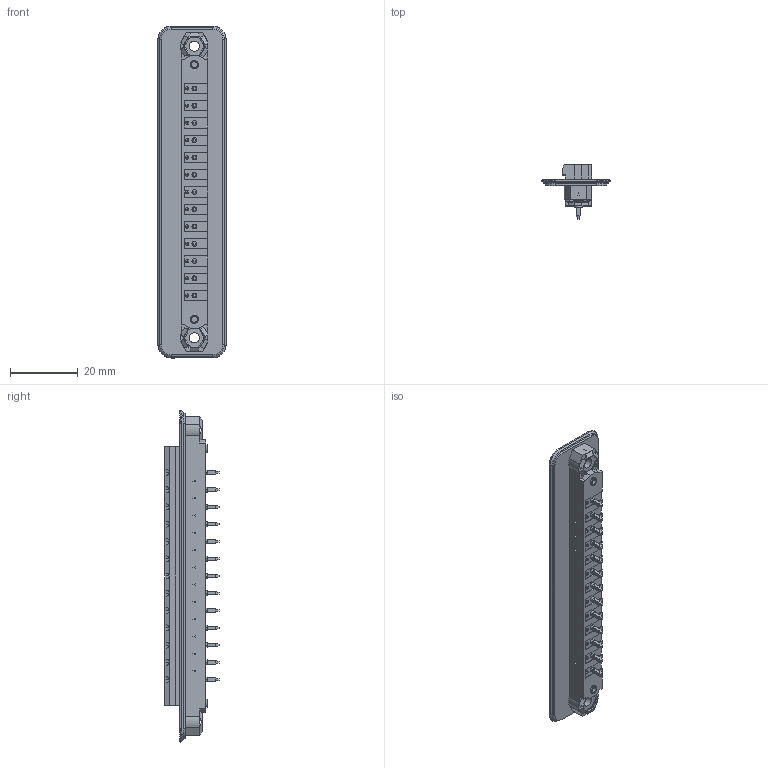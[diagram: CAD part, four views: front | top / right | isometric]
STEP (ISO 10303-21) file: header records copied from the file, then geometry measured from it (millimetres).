
FILE_DESCRIPTION(('STEP AP214'),'1');
FILE_NAME('1899391.stp','2016-07-05T05:48:13',('TraceParts'),('TraceParts S.A.'),'Spatial InterOp 3D',' ',' ');
FILE_SCHEMA(('automotive_design'));
Length unit declared in the file: millimetre
Products named in the file (1): dfk-mstbva_2.5-13-gf-5.08|1#dfk-mstbva_2.5-13-gf-5.08;dfk-mstbva_2.5-13-gf-5.08
Bounding box: 20.07 x 15.9 x 97.67 mm (x, y, z)
Volume: 6024.5 mm3; surface area: 8395.6 mm2
Topology: 1 solids, 1 shells, 1336 faces, 3082 edges, 1833 vertices
Faces by surface type: plane 1079, cylinder 151, sphere 52, cone 34, torus 20
Entity records: 47853 total; most frequent: CARTESIAN_POINT 6564, DIRECTION 6497, ORIENTED_EDGE 6164, EDGE_CURVE 3082, LINE 2289, VECTOR 2289, AXIS2_PLACEMENT_3D 2104, VERTEX_POINT 1833
